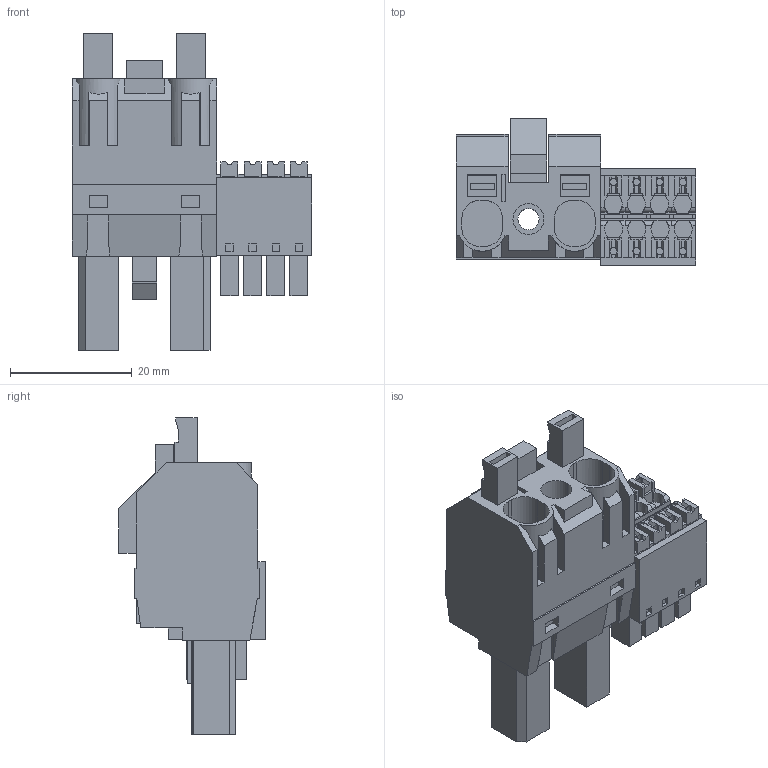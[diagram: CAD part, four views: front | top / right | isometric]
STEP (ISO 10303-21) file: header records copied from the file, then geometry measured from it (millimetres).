
FILE_DESCRIPTION(('CATIA V5 STEP Exchange','CAx-IF Rec.Pracs.--- Model Styling and Organization---1.4--- 2014-01-23'),'2;1');
FILE_NAME ('303416-2_0_2628690000_2628690000.stp','2023-09-07T12:40:18+00:00',('none'),('Weidmueller'),'CATIA Version 5-6 Release 2016 SP3 HF44','CATIA V5 STEP AP214','none');
FILE_SCHEMA(('AUTOMOTIVE_DESIGN { 1 0 10303 214 1 1 1 1 }'));
Length unit declared in the file: millimetre
Products named in the file (1): 2628690000
Bounding box: 39.41 x 24.13 x 52.11 mm (x, y, z)
Volume: 16800.1 mm3; surface area: 10450.9 mm2
Topology: 12 solids, 12 shells, 728 faces, 1997 edges, 1325 vertices
Faces by surface type: plane 644, cylinder 84
Entity records: 21646 total; most frequent: CARTESIAN_POINT 4258, ORIENTED_EDGE 3994, DIRECTION 2855, EDGE_CURVE 1997, VECTOR 1737, LINE 1737, VERTEX_POINT 1325, EDGE_LOOP 778
